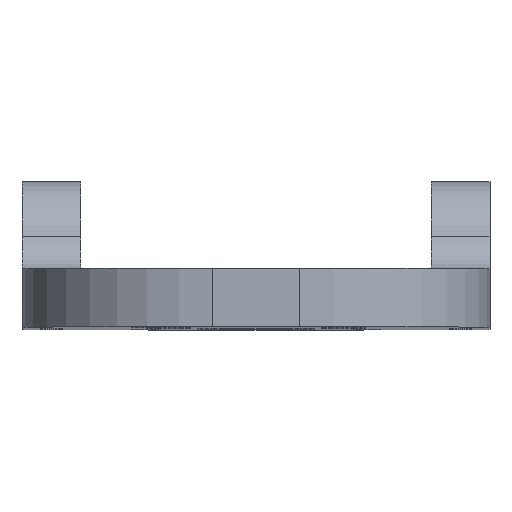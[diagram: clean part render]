
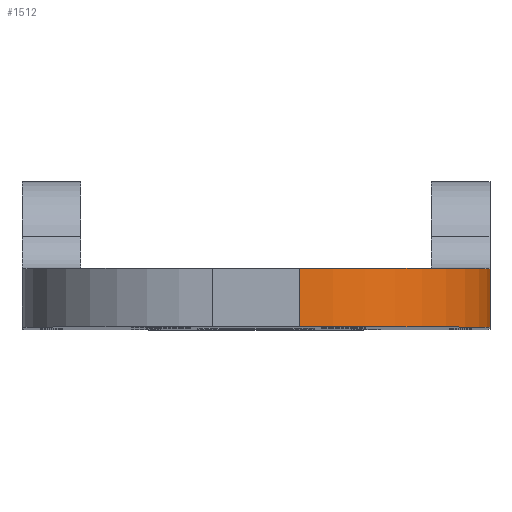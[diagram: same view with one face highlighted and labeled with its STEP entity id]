
A CAD part, top view. The second image highlights one B-rep face of the part: STEP entity #1512.
In plain terms, the highlighted cylindrical face has radius 13 mm (diameter 26 mm), a partial arc.
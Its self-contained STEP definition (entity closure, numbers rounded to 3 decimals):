
#376 = LINE ( 'NONE', #4587, #611 ) ;
#592 = ORIENTED_EDGE ( 'NONE', *, *, #946, .T. ) ;
#611 = VECTOR ( 'NONE', #4185, 1000. ) ;
#740 = VERTEX_POINT ( 'NONE', #5657 ) ;
#946 = EDGE_CURVE ( 'NONE', #5315, #1764, #2148, .T. ) ;
#1084 = DIRECTION ( 'NONE',  ( 0., 1., 0. ) ) ;
#1213 = CARTESIAN_POINT ( 'NONE',  ( 3., 4., 100. ) ) ;
#1275 = CARTESIAN_POINT ( 'NONE',  ( 16., 4., 87. ) ) ;
#1428 = VECTOR ( 'NONE', #1084, 1000. ) ;
#1512 = ADVANCED_FACE ( 'NONE', ( #2382 ), #5687, .T. ) ;
#1619 = CIRCLE ( 'NONE', #3583, 13. ) ;
#1675 = AXIS2_PLACEMENT_3D ( 'NONE', #2161, #4038, #5893 ) ;
#1764 = VERTEX_POINT ( 'NONE', #1275 ) ;
#2089 = EDGE_CURVE ( 'NONE', #1764, #3843, #1619, .T. ) ;
#2148 = LINE ( 'NONE', #3447, #1428 ) ;
#2161 = CARTESIAN_POINT ( 'NONE',  ( 3., 0., 87. ) ) ;
#2164 = CIRCLE ( 'NONE', #1675, 13. ) ;
#2382 = FACE_OUTER_BOUND ( 'NONE', #2682, .T. ) ;
#2545 = ORIENTED_EDGE ( 'NONE', *, *, #2089, .T. ) ;
#2682 = EDGE_LOOP ( 'NONE', ( #4915, #592, #2545, #5596 ) ) ;
#2811 = DIRECTION ( 'NONE',  ( 0., 1., 0. ) ) ;
#2845 = DIRECTION ( 'NONE',  ( 0., 0., 1. ) ) ;
#3205 = CARTESIAN_POINT ( 'NONE',  ( 3., 4., 87. ) ) ;
#3292 = DIRECTION ( 'NONE',  ( 0., 0., 1. ) ) ;
#3447 = CARTESIAN_POINT ( 'NONE',  ( 16., 0., 87. ) ) ;
#3583 = AXIS2_PLACEMENT_3D ( 'NONE', #3205, #5556, #3292 ) ;
#3743 = CARTESIAN_POINT ( 'NONE',  ( 3., 5., 87. ) ) ;
#3843 = VERTEX_POINT ( 'NONE', #1213 ) ;
#4038 = DIRECTION ( 'NONE',  ( 0., 1., 0. ) ) ;
#4185 = DIRECTION ( 'NONE',  ( 0., -1., 0. ) ) ;
#4587 = CARTESIAN_POINT ( 'NONE',  ( 3., 5., 100. ) ) ;
#4915 = ORIENTED_EDGE ( 'NONE', *, *, #5516, .T. ) ;
#5253 = AXIS2_PLACEMENT_3D ( 'NONE', #3743, #2811, #2845 ) ;
#5260 = CARTESIAN_POINT ( 'NONE',  ( 16., 0., 87. ) ) ;
#5315 = VERTEX_POINT ( 'NONE', #5260 ) ;
#5516 = EDGE_CURVE ( 'NONE', #740, #5315, #2164, .T. ) ;
#5556 = DIRECTION ( 'NONE',  ( 0., -1., 0. ) ) ;
#5596 = ORIENTED_EDGE ( 'NONE', *, *, #6041, .T. ) ;
#5657 = CARTESIAN_POINT ( 'NONE',  ( 3., 0., 100. ) ) ;
#5687 = CYLINDRICAL_SURFACE ( 'NONE', #5253, 13. ) ;
#5893 = DIRECTION ( 'NONE',  ( 0., 0., 1. ) ) ;
#6041 = EDGE_CURVE ( 'NONE', #3843, #740, #376, .T. ) ;
